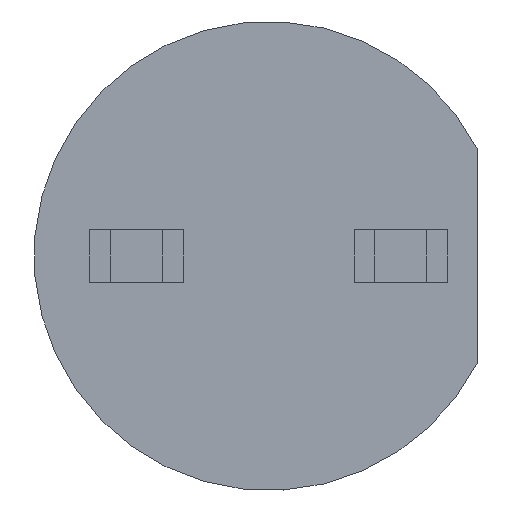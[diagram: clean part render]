
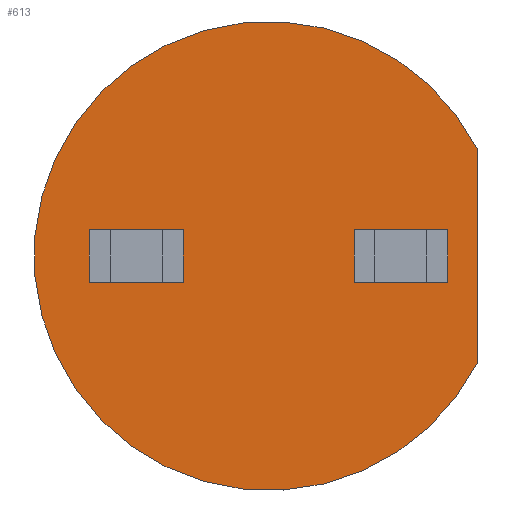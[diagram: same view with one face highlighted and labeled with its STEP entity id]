
A CAD part, front view. The second image highlights one B-rep face of the part: STEP entity #613.
In plain terms, the highlighted planar face has unit normal (0, -1, 0).
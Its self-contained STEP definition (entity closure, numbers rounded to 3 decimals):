
#12 = DIRECTION ( 'NONE',  ( 0., 0., -1. ) ) ;
#28 = CARTESIAN_POINT ( 'NONE',  ( 0., -4., 0.5 ) ) ;
#95 = EDGE_CURVE ( 'NONE', #2024, #1927, #1071, .T. ) ;
#104 = LINE ( 'NONE', #1218, #2195 ) ;
#129 = DIRECTION ( 'NONE',  ( 0., -1., 0. ) ) ;
#239 = CARTESIAN_POINT ( 'NONE',  ( 3.44, -4., 0. ) ) ;
#288 = VERTEX_POINT ( 'NONE', #2367 ) ;
#301 = DIRECTION ( 'NONE',  ( 0., 0., -1. ) ) ;
#390 = CARTESIAN_POINT ( 'NONE',  ( 1.64, -4., 0. ) ) ;
#419 = DIRECTION ( 'NONE',  ( 0., -1., 0. ) ) ;
#437 = ORIENTED_EDGE ( 'NONE', *, *, #590, .F. ) ;
#442 = ORIENTED_EDGE ( 'NONE', *, *, #1188, .F. ) ;
#448 = AXIS2_PLACEMENT_3D ( 'NONE', #1057, #129, #1784 ) ;
#456 = VECTOR ( 'NONE', #1747, 1000. ) ;
#516 = EDGE_CURVE ( 'NONE', #288, #2229, #1005, .T. ) ;
#543 = EDGE_CURVE ( 'NONE', #1663, #788, #1406, .T. ) ;
#575 = DIRECTION ( 'NONE',  ( 1., 0., 0. ) ) ;
#590 = EDGE_CURVE ( 'NONE', #969, #1841, #104, .T. ) ;
#604 = EDGE_CURVE ( 'NONE', #288, #2229, #1467, .T. ) ;
#613 = ADVANCED_FACE ( 'NONE', ( #1717, #1098, #1950 ), #1736, .T. ) ;
#634 = DIRECTION ( 'NONE',  ( 1., 0., 0. ) ) ;
#670 = CARTESIAN_POINT ( 'NONE',  ( 0., -4., 0.5 ) ) ;
#681 = CARTESIAN_POINT ( 'NONE',  ( 4., -4., 0. ) ) ;
#725 = CARTESIAN_POINT ( 'NONE',  ( 1.64, -4., -0.5 ) ) ;
#788 = VERTEX_POINT ( 'NONE', #725 ) ;
#820 = ORIENTED_EDGE ( 'NONE', *, *, #1414, .T. ) ;
#823 = CARTESIAN_POINT ( 'NONE',  ( 3.44, -4., 0.5 ) ) ;
#828 = CARTESIAN_POINT ( 'NONE',  ( 0., -4., -0.5 ) ) ;
#848 = EDGE_CURVE ( 'NONE', #1589, #788, #2307, .T. ) ;
#865 = VECTOR ( 'NONE', #1347, 1000. ) ;
#910 = ORIENTED_EDGE ( 'NONE', *, *, #95, .F. ) ;
#944 = CARTESIAN_POINT ( 'NONE',  ( 1.64, -4., 0.5 ) ) ;
#946 = ORIENTED_EDGE ( 'NONE', *, *, #1700, .F. ) ;
#947 = CARTESIAN_POINT ( 'NONE',  ( -1.64, -4., 0. ) ) ;
#969 = VERTEX_POINT ( 'NONE', #986 ) ;
#981 = VECTOR ( 'NONE', #1399, 1000. ) ;
#986 = CARTESIAN_POINT ( 'NONE',  ( -3.44, -4., 0.5 ) ) ;
#989 = ORIENTED_EDGE ( 'NONE', *, *, #543, .T. ) ;
#1005 = CIRCLE ( 'NONE', #1376, 4.5 ) ;
#1020 = LINE ( 'NONE', #2193, #2096 ) ;
#1057 = CARTESIAN_POINT ( 'NONE',  ( 0., -4., 0. ) ) ;
#1071 = LINE ( 'NONE', #947, #1983 ) ;
#1098 = FACE_BOUND ( 'NONE', #1247, .T. ) ;
#1128 = CARTESIAN_POINT ( 'NONE',  ( -3.44, -4., -0.5 ) ) ;
#1137 = ORIENTED_EDGE ( 'NONE', *, *, #848, .F. ) ;
#1188 = EDGE_CURVE ( 'NONE', #1989, #1589, #1770, .T. ) ;
#1218 = CARTESIAN_POINT ( 'NONE',  ( -3.44, -4., 0. ) ) ;
#1247 = EDGE_LOOP ( 'NONE', ( #1137, #442, #946, #989 ) ) ;
#1253 = EDGE_LOOP ( 'NONE', ( #1533, #2062 ) ) ;
#1318 = VECTOR ( 'NONE', #1702, 1000. ) ;
#1347 = DIRECTION ( 'NONE',  ( -1., 0., 0. ) ) ;
#1349 = VECTOR ( 'NONE', #12, 1000. ) ;
#1369 = CARTESIAN_POINT ( 'NONE',  ( -1.64, -4., 0.5 ) ) ;
#1376 = AXIS2_PLACEMENT_3D ( 'NONE', #2246, #419, #634 ) ;
#1399 = DIRECTION ( 'NONE',  ( 0., 0., -1. ) ) ;
#1406 = LINE ( 'NONE', #828, #865 ) ;
#1414 = EDGE_CURVE ( 'NONE', #969, #1927, #1431, .T. ) ;
#1431 = LINE ( 'NONE', #670, #456 ) ;
#1467 = LINE ( 'NONE', #681, #981 ) ;
#1482 = VECTOR ( 'NONE', #2046, 1000. ) ;
#1512 = CARTESIAN_POINT ( 'NONE',  ( -1.64, -4., -0.5 ) ) ;
#1533 = ORIENTED_EDGE ( 'NONE', *, *, #604, .F. ) ;
#1589 = VERTEX_POINT ( 'NONE', #944 ) ;
#1663 = VERTEX_POINT ( 'NONE', #2060 ) ;
#1700 = EDGE_CURVE ( 'NONE', #1663, #1989, #1791, .T. ) ;
#1702 = DIRECTION ( 'NONE',  ( -1., 0., 0. ) ) ;
#1717 = FACE_OUTER_BOUND ( 'NONE', #1253, .T. ) ;
#1736 = PLANE ( 'NONE',  #448 ) ;
#1747 = DIRECTION ( 'NONE',  ( 1., 0., 0. ) ) ;
#1770 = LINE ( 'NONE', #28, #1318 ) ;
#1784 = DIRECTION ( 'NONE',  ( 1., 0., 0. ) ) ;
#1791 = LINE ( 'NONE', #239, #1482 ) ;
#1841 = VERTEX_POINT ( 'NONE', #1128 ) ;
#1927 = VERTEX_POINT ( 'NONE', #1369 ) ;
#1950 = FACE_BOUND ( 'NONE', #2153, .T. ) ;
#1983 = VECTOR ( 'NONE', #2207, 1000. ) ;
#1986 = CARTESIAN_POINT ( 'NONE',  ( 4., -4., -2.062 ) ) ;
#1989 = VERTEX_POINT ( 'NONE', #823 ) ;
#2024 = VERTEX_POINT ( 'NONE', #1512 ) ;
#2046 = DIRECTION ( 'NONE',  ( 0., 0., 1. ) ) ;
#2060 = CARTESIAN_POINT ( 'NONE',  ( 3.44, -4., -0.5 ) ) ;
#2062 = ORIENTED_EDGE ( 'NONE', *, *, #516, .T. ) ;
#2096 = VECTOR ( 'NONE', #575, 1000. ) ;
#2153 = EDGE_LOOP ( 'NONE', ( #2352, #437, #820, #910 ) ) ;
#2193 = CARTESIAN_POINT ( 'NONE',  ( 0., -4., -0.5 ) ) ;
#2195 = VECTOR ( 'NONE', #301, 1000. ) ;
#2207 = DIRECTION ( 'NONE',  ( 0., 0., 1. ) ) ;
#2229 = VERTEX_POINT ( 'NONE', #1986 ) ;
#2246 = CARTESIAN_POINT ( 'NONE',  ( 0., -4., 0. ) ) ;
#2273 = EDGE_CURVE ( 'NONE', #1841, #2024, #1020, .T. ) ;
#2307 = LINE ( 'NONE', #390, #1349 ) ;
#2352 = ORIENTED_EDGE ( 'NONE', *, *, #2273, .F. ) ;
#2367 = CARTESIAN_POINT ( 'NONE',  ( 4., -4., 2.062 ) ) ;
